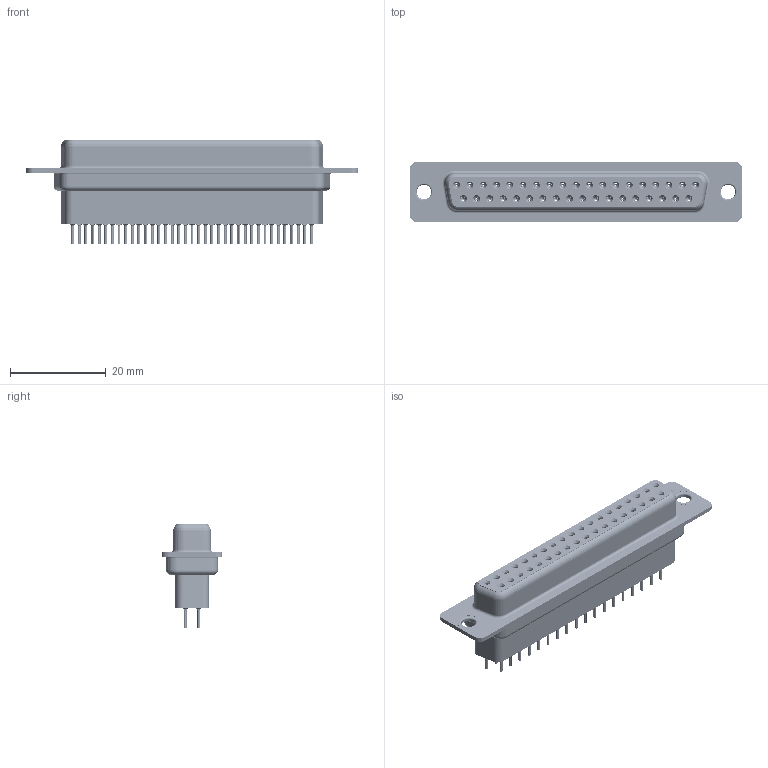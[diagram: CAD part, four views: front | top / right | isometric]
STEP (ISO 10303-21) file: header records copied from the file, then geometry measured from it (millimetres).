
FILE_DESCRIPTION (( 'STEP AP203' ), '1' );
FILE_NAME ('628-037-321-051.STEP', '2020-07-14T18:42:47', ( '' ), ( '' ), 'SwSTEP 2.0', 'SolidWorks 2020', '' );
FILE_SCHEMA (( 'CONFIG_CONTROL_DESIGN' ));
Length unit declared in the file: millimetre
Products named in the file (7): 628 Housing_37 HP; 628 Shell Rear_37 Contacts; 628 Contact Row 2_21H; 628-037-321-051; 628 Shell Front_37 Contacts; 628 Thru Hole Rivet; 628 Contact Row 1_21H
Assembly tree (42 placements, depth 2):
  628-037-321-051
    628 Housing_37 HP
    628 Shell Front_37 Contacts
    628 Shell Rear_37 Contacts
    628 Contact Row 1_21H  x19
    628 Contact Row 2_21H  x18
    628 Thru Hole Rivet  x2
Bounding box: 69.3 x 12.6 x 21.9 mm (x, y, z)
Volume: 6954.7 mm3; surface area: 15922.5 mm2
Topology: 42 solids, 42 shells, 4804 faces, 12295 edges, 7660 vertices
Faces by surface type: cylinder 1342, plane 1214, torus 953, bspline 740, cone 555
Entity records: 30825 total; most frequent: CARTESIAN_POINT 7073, DIRECTION 4969, ORIENTED_EDGE 4346, EDGE_CURVE 2173, AXIS2_PLACEMENT_3D 2096, VERTEX_POINT 1371, CIRCLE 1157, EDGE_LOOP 1142
